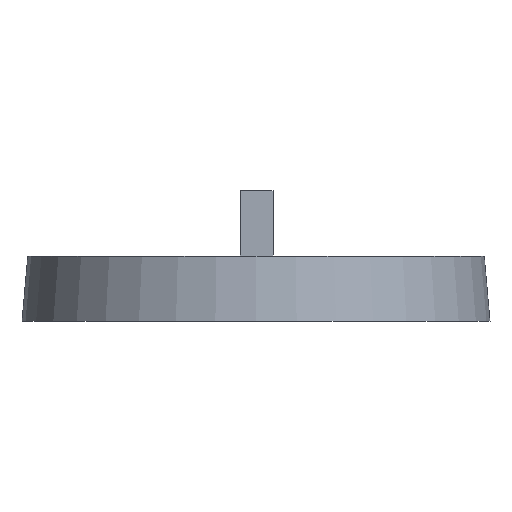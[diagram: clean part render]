
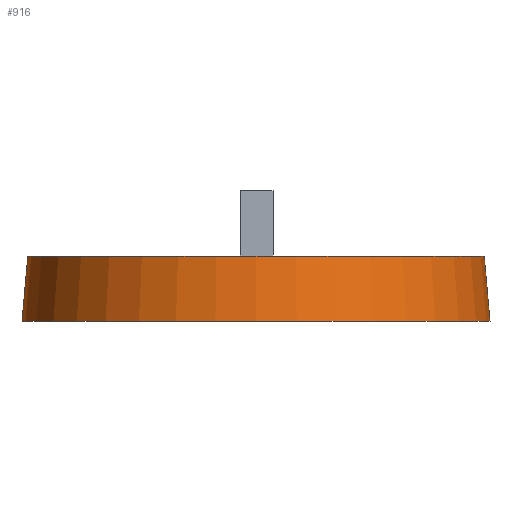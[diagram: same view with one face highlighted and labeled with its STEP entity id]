
A CAD part, front view. The second image highlights one B-rep face of the part: STEP entity #916.
In plain terms, the highlighted conical face has half-angle 5 degrees and reference radius 71.501 mm.
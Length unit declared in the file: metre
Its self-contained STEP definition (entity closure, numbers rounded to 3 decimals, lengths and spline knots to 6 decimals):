
#40=CONICAL_SURFACE('',#1004,0.0715,0.087);
#51=CIRCLE('',#980,0.069751);
#75=CIRCLE('',#1005,0.0715);
#146=ORIENTED_EDGE('',*,*,#388,.F.);
#147=ORIENTED_EDGE('',*,*,#426,.T.);
#388=EDGE_CURVE('',#528,#528,#51,.T.);
#426=EDGE_CURVE('',#566,#566,#75,.T.);
#528=VERTEX_POINT('',#1366);
#566=VERTEX_POINT('',#1453);
#782=EDGE_LOOP('',(#146));
#783=EDGE_LOOP('',(#147));
#840=FACE_BOUND('',#782,.T.);
#841=FACE_BOUND('',#783,.T.);
#916=ADVANCED_FACE('',(#840,#841),#40,.T.);
#980=AXIS2_PLACEMENT_3D('',#1365,#1086,#1087);
#1004=AXIS2_PLACEMENT_3D('',#1451,#1143,#1144);
#1005=AXIS2_PLACEMENT_3D('',#1452,#1145,#1146);
#1086=DIRECTION('',(0.,0.,1.));
#1087=DIRECTION('',(1.,0.,0.));
#1143=DIRECTION('',(0.,0.,-1.));
#1144=DIRECTION('',(1.,0.,0.));
#1145=DIRECTION('',(0.,0.,1.));
#1146=DIRECTION('',(1.,0.,0.));
#1365=CARTESIAN_POINT('',(0.,0.,0.06));
#1366=CARTESIAN_POINT('',(0.069751,0.,0.06));
#1451=CARTESIAN_POINT('',(0.,0.,0.04));
#1452=CARTESIAN_POINT('',(0.,0.,0.04));
#1453=CARTESIAN_POINT('',(0.0715,0.,0.04));
